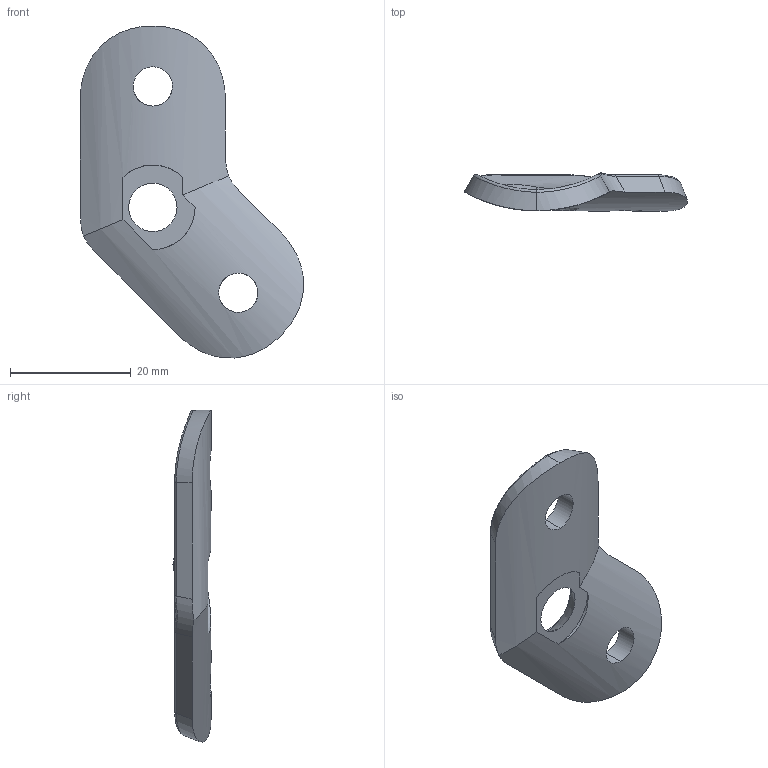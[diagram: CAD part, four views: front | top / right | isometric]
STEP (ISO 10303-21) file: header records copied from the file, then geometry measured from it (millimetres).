
FILE_DESCRIPTION (( 'STEP AP203' ), '1' );
FILE_NAME ('60178-V4A.step', '2015-09-17T15:45:11', ( '' ), ( '' ), 'SwSTEP 2.0', 'SolidWorks 2015', '' );
FILE_SCHEMA (( 'CONFIG_CONTROL_DESIGN' ));
Length unit declared in the file: millimetre
Products named in the file (1): 60178-V4A
Bounding box: 36.95 x 6.29 x 54.94 mm (x, y, z)
Volume: 3888.7 mm3; surface area: 3011.9 mm2
Topology: 1 solids, 1 shells, 252 faces, 659 edges, 434 vertices
Faces by surface type: plane 109, bspline 91, cylinder 50, cone 2
Entity records: 12122 total; most frequent: CARTESIAN_POINT 6530, ORIENTED_EDGE 1318, DIRECTION 821, EDGE_CURVE 659, VERTEX_POINT 434, VECTOR 307, LINE 307, EDGE_LOOP 283
